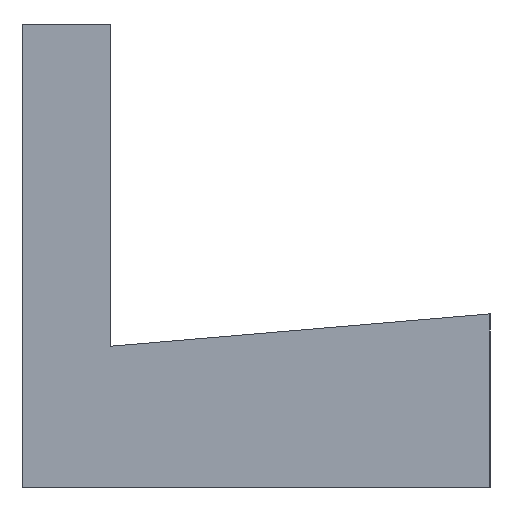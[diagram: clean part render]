
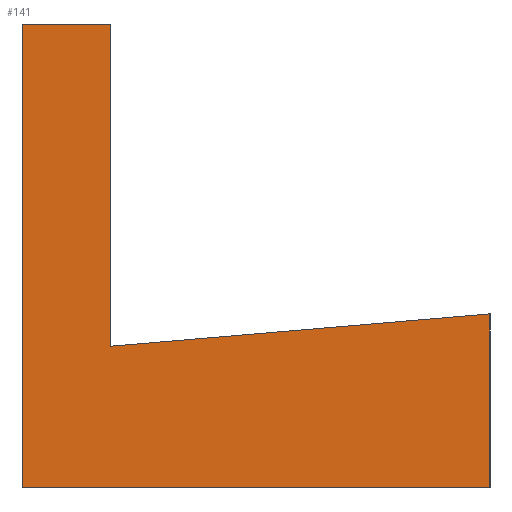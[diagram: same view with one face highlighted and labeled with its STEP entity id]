
A CAD part, left-side view. The second image highlights one B-rep face of the part: STEP entity #141.
In plain terms, the highlighted planar face has unit normal (-1, 0, 0).
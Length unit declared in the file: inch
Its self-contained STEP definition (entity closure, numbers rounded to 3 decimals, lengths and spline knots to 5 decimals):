
#15=FACE_OUTER_BOUND('',#23,.T.);
#23=EDGE_LOOP('',(#97,#98,#99,#100,#101,#102));
#31=LINE('',#219,#49);
#32=LINE('',#221,#50);
#33=LINE('',#223,#51);
#34=LINE('',#225,#52);
#35=LINE('',#227,#53);
#36=LINE('',#228,#54);
#49=VECTOR('',#183,0.3937);
#50=VECTOR('',#184,0.3937);
#51=VECTOR('',#185,0.3937);
#52=VECTOR('',#186,0.3937);
#53=VECTOR('',#187,0.3937);
#54=VECTOR('',#188,0.3937);
#67=VERTEX_POINT('',#217);
#68=VERTEX_POINT('',#218);
#69=VERTEX_POINT('',#220);
#70=VERTEX_POINT('',#222);
#71=VERTEX_POINT('',#224);
#72=VERTEX_POINT('',#226);
#79=EDGE_CURVE('',#67,#68,#31,.T.);
#80=EDGE_CURVE('',#68,#69,#32,.T.);
#81=EDGE_CURVE('',#69,#70,#33,.T.);
#82=EDGE_CURVE('',#70,#71,#34,.T.);
#83=EDGE_CURVE('',#71,#72,#35,.T.);
#84=EDGE_CURVE('',#72,#67,#36,.T.);
#97=ORIENTED_EDGE('',*,*,#79,.T.);
#98=ORIENTED_EDGE('',*,*,#80,.T.);
#99=ORIENTED_EDGE('',*,*,#81,.T.);
#100=ORIENTED_EDGE('',*,*,#82,.T.);
#101=ORIENTED_EDGE('',*,*,#83,.T.);
#102=ORIENTED_EDGE('',*,*,#84,.T.);
#133=PLANE('',#171);
#141=ADVANCED_FACE('',(#15),#133,.T.);
#171=AXIS2_PLACEMENT_3D('',#216,#181,#182);
#181=DIRECTION('center_axis',(-1.,0.,0.));
#182=DIRECTION('ref_axis',(0.,0.,1.));
#183=DIRECTION('',(0.,1.,0.));
#184=DIRECTION('',(0.,0.,-1.));
#185=DIRECTION('',(0.,-1.,0.));
#186=DIRECTION('',(0.,0.,1.));
#187=DIRECTION('',(0.,0.996,-0.085));
#188=DIRECTION('',(0.,0.,1.));
#216=CARTESIAN_POINT('Origin',(-0.904,-0.03531,0.01495));
#217=CARTESIAN_POINT('',(-0.904,-0.01331,0.04994));
#218=CARTESIAN_POINT('',(-0.904,0.,0.04994));
#219=CARTESIAN_POINT('',(-0.904,0.,0.04994));
#220=CARTESIAN_POINT('',(-0.904,0.,-0.02004));
#221=CARTESIAN_POINT('',(-0.904,0.,-0.02004));
#222=CARTESIAN_POINT('',(-0.904,-0.07063,-0.02004));
#223=CARTESIAN_POINT('',(-0.904,-0.07063,-0.02004));
#224=CARTESIAN_POINT('',(-0.904,-0.07063,0.00621));
#225=CARTESIAN_POINT('',(-0.904,-0.07063,0.00621));
#226=CARTESIAN_POINT('',(-0.904,-0.01331,0.00133));
#227=CARTESIAN_POINT('',(-0.904,-0.01331,0.00133));
#228=CARTESIAN_POINT('',(-0.904,-0.01331,0.04994));
